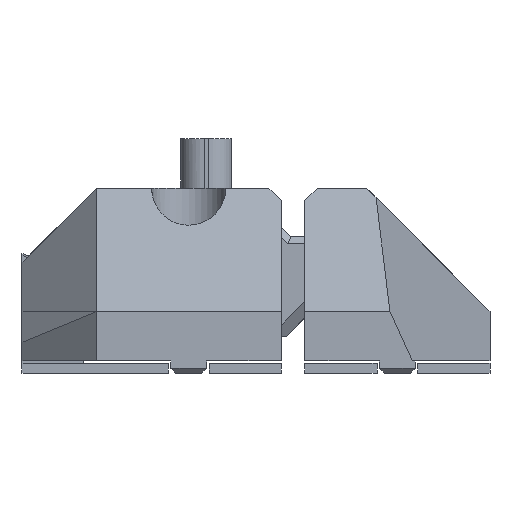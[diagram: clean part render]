
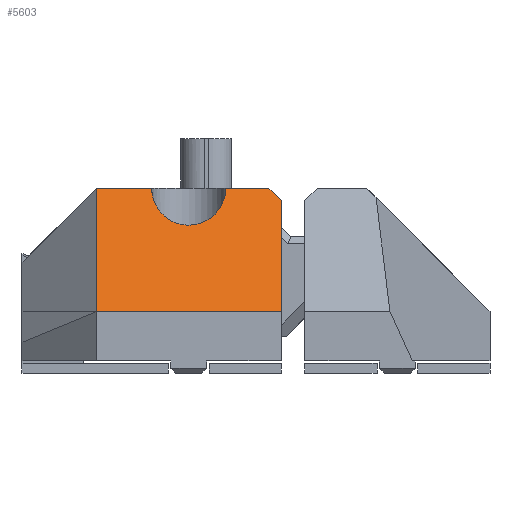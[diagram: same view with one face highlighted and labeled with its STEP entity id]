
A CAD part, front view. The second image highlights one B-rep face of the part: STEP entity #5603.
In plain terms, the highlighted planar face has unit normal (0, -0.707, 0.707).
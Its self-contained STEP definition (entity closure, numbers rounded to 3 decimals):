
#80=ELLIPSE('',#6135,4.243,3.);
#1732=ORIENTED_EDGE('',*,*,#2651,.T.);
#1733=ORIENTED_EDGE('',*,*,#2703,.T.);
#1734=ORIENTED_EDGE('',*,*,#2697,.F.);
#1735=ORIENTED_EDGE('',*,*,#2581,.T.);
#1736=ORIENTED_EDGE('',*,*,#2699,.F.);
#1737=ORIENTED_EDGE('',*,*,#2702,.T.);
#1738=ORIENTED_EDGE('',*,*,#2704,.F.);
#2581=EDGE_CURVE('',#3186,#3185,#80,.T.);
#2651=EDGE_CURVE('',#3234,#3233,#3782,.F.);
#2697=EDGE_CURVE('',#3186,#3261,#3816,.T.);
#2699=EDGE_CURVE('',#3227,#3185,#3818,.T.);
#2702=EDGE_CURVE('',#3227,#3263,#3821,.T.);
#2703=EDGE_CURVE('',#3233,#3261,#3822,.T.);
#2704=EDGE_CURVE('',#3234,#3263,#3823,.T.);
#3185=VERTEX_POINT('',#9268);
#3186=VERTEX_POINT('',#9270);
#3227=VERTEX_POINT('',#9386);
#3233=VERTEX_POINT('',#9402);
#3234=VERTEX_POINT('',#9404);
#3261=VERTEX_POINT('',#9494);
#3263=VERTEX_POINT('',#9501);
#3782=LINE('',#9403,#4364);
#3816=LINE('',#9493,#4398);
#3818=LINE('',#9496,#4400);
#3821=LINE('',#9502,#4403);
#3822=LINE('',#9504,#4404);
#3823=LINE('',#9505,#4405);
#4364=VECTOR('',#7560,1000.);
#4398=VECTOR('',#7652,1000.);
#4400=VECTOR('',#7654,1000.);
#4403=VECTOR('',#7659,1000.);
#4404=VECTOR('',#7662,1000.);
#4405=VECTOR('',#7663,1000.);
#4755=EDGE_LOOP('',(#1732,#1733,#1734,#1735,#1736,#1737,#1738));
#5079=FACE_BOUND('',#4755,.T.);
#5302=PLANE('',#6200);
#5603=ADVANCED_FACE('',(#5079),#5302,.F.);
#6135=AXIS2_PLACEMENT_3D('',#9269,#7439,#7440);
#6200=AXIS2_PLACEMENT_3D('',#9503,#7660,#7661);
#7439=DIRECTION('',(0.,0.707,-0.707));
#7440=DIRECTION('',(0.,0.707,0.707));
#7560=DIRECTION('',(0.,-0.707,-0.707));
#7652=DIRECTION('',(1.,0.,0.));
#7654=DIRECTION('',(1.,0.,0.));
#7659=DIRECTION('',(0.,-0.707,-0.707));
#7660=DIRECTION('',(0.,0.707,-0.707));
#7661=DIRECTION('',(0.,0.707,0.707));
#7662=DIRECTION('',(-0.577,0.577,0.577));
#7663=DIRECTION('',(-1.,0.,0.));
#9268=CARTESIAN_POINT('',(265.1,68.1,194.));
#9269=CARTESIAN_POINT('',(268.1,68.1,194.));
#9270=CARTESIAN_POINT('',(271.1,68.1,194.));
#9386=CARTESIAN_POINT('',(260.6,68.1,194.));
#9402=CARTESIAN_POINT('',(275.6,67.1,193.));
#9403=CARTESIAN_POINT('',(275.6,58.1,184.));
#9404=CARTESIAN_POINT('',(275.6,58.1,184.));
#9493=CARTESIAN_POINT('',(254.598,68.1,194.));
#9494=CARTESIAN_POINT('',(274.6,68.1,194.));
#9496=CARTESIAN_POINT('',(254.598,68.1,194.));
#9501=CARTESIAN_POINT('',(260.6,58.1,184.));
#9502=CARTESIAN_POINT('',(260.6,58.1,184.));
#9503=CARTESIAN_POINT('',(254.598,58.1,184.));
#9504=CARTESIAN_POINT('',(261.933,80.767,206.667));
#9505=CARTESIAN_POINT('',(254.598,58.1,184.));
